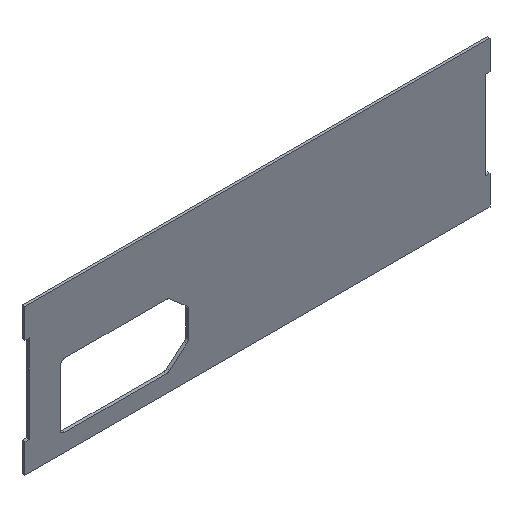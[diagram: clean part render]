
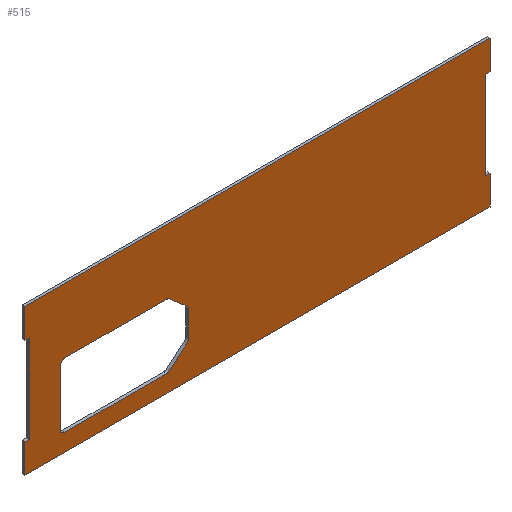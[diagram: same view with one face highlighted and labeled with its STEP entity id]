
A CAD part, isometric view. The second image highlights one B-rep face of the part: STEP entity #515.
In plain terms, the highlighted planar face has unit normal (0, -1, 0).
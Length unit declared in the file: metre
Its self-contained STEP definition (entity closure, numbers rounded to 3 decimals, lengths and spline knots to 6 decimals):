
#12=CIRCLE('',#531,0.0008);
#14=CIRCLE('',#535,0.0008);
#16=CIRCLE('',#539,0.0008);
#18=CIRCLE('',#543,0.0008);
#20=CIRCLE('',#547,0.0008);
#22=CIRCLE('',#563,0.0008);
#150=ORIENTED_EDGE('',*,*,#208,.F.);
#151=ORIENTED_EDGE('',*,*,#242,.F.);
#152=ORIENTED_EDGE('',*,*,#239,.T.);
#153=ORIENTED_EDGE('',*,*,#236,.F.);
#154=ORIENTED_EDGE('',*,*,#233,.F.);
#155=ORIENTED_EDGE('',*,*,#230,.F.);
#156=ORIENTED_EDGE('',*,*,#227,.T.);
#157=ORIENTED_EDGE('',*,*,#224,.T.);
#158=ORIENTED_EDGE('',*,*,#221,.T.);
#159=ORIENTED_EDGE('',*,*,#218,.T.);
#160=ORIENTED_EDGE('',*,*,#215,.F.);
#161=ORIENTED_EDGE('',*,*,#212,.T.);
#162=ORIENTED_EDGE('',*,*,#174,.F.);
#163=ORIENTED_EDGE('',*,*,#244,.T.);
#164=ORIENTED_EDGE('',*,*,#205,.F.);
#165=ORIENTED_EDGE('',*,*,#202,.T.);
#166=ORIENTED_EDGE('',*,*,#199,.F.);
#167=ORIENTED_EDGE('',*,*,#196,.T.);
#168=ORIENTED_EDGE('',*,*,#193,.F.);
#169=ORIENTED_EDGE('',*,*,#190,.T.);
#170=ORIENTED_EDGE('',*,*,#187,.F.);
#171=ORIENTED_EDGE('',*,*,#184,.T.);
#172=ORIENTED_EDGE('',*,*,#181,.F.);
#173=ORIENTED_EDGE('',*,*,#178,.T.);
#174=EDGE_CURVE('',#246,#247,#294,.T.);
#178=EDGE_CURVE('',#250,#247,#12,.T.);
#181=EDGE_CURVE('',#250,#252,#299,.T.);
#184=EDGE_CURVE('',#254,#252,#14,.T.);
#187=EDGE_CURVE('',#254,#256,#303,.T.);
#190=EDGE_CURVE('',#258,#256,#16,.T.);
#193=EDGE_CURVE('',#258,#260,#307,.T.);
#196=EDGE_CURVE('',#262,#260,#18,.T.);
#199=EDGE_CURVE('',#262,#264,#311,.T.);
#202=EDGE_CURVE('',#266,#264,#20,.T.);
#205=EDGE_CURVE('',#266,#268,#315,.T.);
#208=EDGE_CURVE('',#270,#271,#318,.T.);
#212=EDGE_CURVE('',#274,#271,#322,.T.);
#215=EDGE_CURVE('',#274,#276,#325,.T.);
#218=EDGE_CURVE('',#278,#276,#328,.T.);
#221=EDGE_CURVE('',#280,#278,#331,.T.);
#224=EDGE_CURVE('',#282,#280,#334,.T.);
#227=EDGE_CURVE('',#284,#282,#337,.T.);
#230=EDGE_CURVE('',#284,#286,#340,.T.);
#233=EDGE_CURVE('',#286,#288,#343,.T.);
#236=EDGE_CURVE('',#288,#290,#346,.T.);
#239=EDGE_CURVE('',#292,#290,#349,.T.);
#242=EDGE_CURVE('',#292,#270,#352,.T.);
#244=EDGE_CURVE('',#246,#268,#22,.T.);
#246=VERTEX_POINT('',#708);
#247=VERTEX_POINT('',#709);
#250=VERTEX_POINT('',#717);
#252=VERTEX_POINT('',#723);
#254=VERTEX_POINT('',#729);
#256=VERTEX_POINT('',#735);
#258=VERTEX_POINT('',#741);
#260=VERTEX_POINT('',#747);
#262=VERTEX_POINT('',#753);
#264=VERTEX_POINT('',#759);
#266=VERTEX_POINT('',#765);
#268=VERTEX_POINT('',#771);
#270=VERTEX_POINT('',#777);
#271=VERTEX_POINT('',#778);
#274=VERTEX_POINT('',#786);
#276=VERTEX_POINT('',#792);
#278=VERTEX_POINT('',#798);
#280=VERTEX_POINT('',#804);
#282=VERTEX_POINT('',#810);
#284=VERTEX_POINT('',#816);
#286=VERTEX_POINT('',#822);
#288=VERTEX_POINT('',#828);
#290=VERTEX_POINT('',#834);
#292=VERTEX_POINT('',#840);
#294=LINE('',#707,#354);
#299=LINE('',#722,#359);
#303=LINE('',#734,#363);
#307=LINE('',#746,#367);
#311=LINE('',#758,#371);
#315=LINE('',#770,#375);
#318=LINE('',#776,#378);
#322=LINE('',#785,#382);
#325=LINE('',#791,#385);
#328=LINE('',#797,#388);
#331=LINE('',#803,#391);
#334=LINE('',#809,#394);
#337=LINE('',#815,#397);
#340=LINE('',#821,#400);
#343=LINE('',#827,#403);
#346=LINE('',#833,#406);
#349=LINE('',#839,#409);
#352=LINE('',#845,#412);
#354=VECTOR('',#571,1.);
#359=VECTOR('',#584,1.);
#363=VECTOR('',#596,1.);
#367=VECTOR('',#608,1.);
#371=VECTOR('',#620,1.);
#375=VECTOR('',#632,1.);
#378=VECTOR('',#637,1.);
#382=VECTOR('',#643,1.);
#385=VECTOR('',#648,1.);
#388=VECTOR('',#653,1.);
#391=VECTOR('',#658,1.);
#394=VECTOR('',#663,1.);
#397=VECTOR('',#668,1.);
#400=VECTOR('',#673,1.);
#403=VECTOR('',#678,1.);
#406=VECTOR('',#683,1.);
#409=VECTOR('',#688,1.);
#412=VECTOR('',#693,1.);
#440=EDGE_LOOP('',(#150,#151,#152,#153,#154,#155,#156,#157,#158,#159,#160,
#161));
#441=EDGE_LOOP('',(#162,#163,#164,#165,#166,#167,#168,#169,#170,#171,#172,
#173));
#468=FACE_BOUND('',#440,.T.);
#469=FACE_BOUND('',#441,.T.);
#489=PLANE('',#566);
#515=ADVANCED_FACE('',(#468,#469),#489,.T.);
#531=AXIS2_PLACEMENT_3D('',#716,#577,#578);
#535=AXIS2_PLACEMENT_3D('',#728,#589,#590);
#539=AXIS2_PLACEMENT_3D('',#740,#601,#602);
#543=AXIS2_PLACEMENT_3D('',#752,#613,#614);
#547=AXIS2_PLACEMENT_3D('',#764,#625,#626);
#563=AXIS2_PLACEMENT_3D('',#848,#697,#698);
#566=AXIS2_PLACEMENT_3D('',#851,#703,#704);
#571=DIRECTION('',(0.,0.,1.));
#577=DIRECTION('',(0.,1.,0.));
#578=DIRECTION('',(0.,0.,1.));
#584=DIRECTION('',(-0.758,0.,0.652));
#589=DIRECTION('',(0.,1.,0.));
#590=DIRECTION('',(0.,0.,1.));
#596=DIRECTION('',(-1.,0.,0.));
#601=DIRECTION('',(0.,1.,0.));
#602=DIRECTION('',(0.,0.,1.));
#608=DIRECTION('',(0.,0.,-1.));
#613=DIRECTION('',(0.,1.,0.));
#614=DIRECTION('',(0.,0.,1.));
#620=DIRECTION('',(1.,0.,0.));
#625=DIRECTION('',(0.,1.,0.));
#626=DIRECTION('',(0.,0.,1.));
#632=DIRECTION('',(0.758,0.,0.652));
#637=DIRECTION('',(-1.,0.,0.));
#643=DIRECTION('',(0.,0.,-1.));
#648=DIRECTION('',(1.,0.,0.));
#653=DIRECTION('',(0.,0.,-1.));
#658=DIRECTION('',(1.,0.,0.));
#663=DIRECTION('',(0.,0.,-1.));
#668=DIRECTION('',(-1.,0.,0.));
#673=DIRECTION('',(0.,0.,-1.));
#678=DIRECTION('',(-1.,0.,0.));
#683=DIRECTION('',(0.,0.,-1.));
#688=DIRECTION('',(-1.,0.,0.));
#693=DIRECTION('',(0.,0.,-1.));
#697=DIRECTION('',(0.,1.,0.));
#698=DIRECTION('',(0.,0.,1.));
#703=DIRECTION('',(0.,-1.,0.));
#704=DIRECTION('',(0.,0.,-1.));
#707=CARTESIAN_POINT('',(-0.01175,0.070334,-0.015509));
#708=CARTESIAN_POINT('',(-0.01175,0.070334,-0.017621));
#709=CARTESIAN_POINT('',(-0.01175,0.070334,-0.013397));
#716=CARTESIAN_POINT('',(-0.01255,0.070334,-0.013397));
#717=CARTESIAN_POINT('',(-0.012029,0.070334,-0.01279));
#722=CARTESIAN_POINT('',(-0.013534,0.070334,-0.011496));
#723=CARTESIAN_POINT('',(-0.01504,0.070334,-0.010202));
#728=CARTESIAN_POINT('',(-0.015561,0.070334,-0.010809));
#729=CARTESIAN_POINT('',(-0.015561,0.070334,-0.010009));
#734=CARTESIAN_POINT('',(-0.024256,0.070334,-0.010009));
#735=CARTESIAN_POINT('',(-0.03295,0.070334,-0.010009));
#740=CARTESIAN_POINT('',(-0.03295,0.070334,-0.010809));
#741=CARTESIAN_POINT('',(-0.03375,0.070334,-0.010809));
#746=CARTESIAN_POINT('',(-0.03375,0.070334,-0.015509));
#747=CARTESIAN_POINT('',(-0.03375,0.070334,-0.020209));
#752=CARTESIAN_POINT('',(-0.03295,0.070334,-0.020209));
#753=CARTESIAN_POINT('',(-0.03295,0.070334,-0.021009));
#758=CARTESIAN_POINT('',(-0.024256,0.070334,-0.021009));
#759=CARTESIAN_POINT('',(-0.015561,0.070334,-0.021009));
#764=CARTESIAN_POINT('',(-0.015561,0.070334,-0.020209));
#765=CARTESIAN_POINT('',(-0.01504,0.070334,-0.020815));
#770=CARTESIAN_POINT('',(-0.013534,0.070334,-0.019522));
#771=CARTESIAN_POINT('',(-0.012029,0.070334,-0.018228));
#776=CARTESIAN_POINT('',(0.03815,0.070334,-0.024));
#777=CARTESIAN_POINT('',(0.03975,0.070334,-0.024));
#778=CARTESIAN_POINT('',(-0.03975,0.070334,-0.024));
#785=CARTESIAN_POINT('',(-0.03975,0.070334,-0.0215));
#786=CARTESIAN_POINT('',(-0.03975,0.070334,-0.019));
#791=CARTESIAN_POINT('',(-0.039375,0.070334,-0.019));
#792=CARTESIAN_POINT('',(-0.039,0.070334,-0.019));
#797=CARTESIAN_POINT('',(-0.039,0.070334,0.001));
#798=CARTESIAN_POINT('',(-0.039,0.070334,-0.004));
#803=CARTESIAN_POINT('',(-0.039375,0.070334,-0.004));
#804=CARTESIAN_POINT('',(-0.03975,0.070334,-0.004));
#809=CARTESIAN_POINT('',(-0.03975,0.070334,-0.0015));
#810=CARTESIAN_POINT('',(-0.03975,0.070334,0.001));
#815=CARTESIAN_POINT('',(0.03815,0.070334,0.001));
#816=CARTESIAN_POINT('',(0.03975,0.070334,0.001));
#821=CARTESIAN_POINT('',(0.03975,0.070334,-0.0015));
#822=CARTESIAN_POINT('',(0.03975,0.070334,-0.004));
#827=CARTESIAN_POINT('',(0.039375,0.070334,-0.004));
#828=CARTESIAN_POINT('',(0.039,0.070334,-0.004));
#833=CARTESIAN_POINT('',(0.039,0.070334,0.001));
#834=CARTESIAN_POINT('',(0.039,0.070334,-0.019));
#839=CARTESIAN_POINT('',(0.039375,0.070334,-0.019));
#840=CARTESIAN_POINT('',(0.03975,0.070334,-0.019));
#845=CARTESIAN_POINT('',(0.03975,0.070334,-0.0215));
#848=CARTESIAN_POINT('',(-0.01255,0.070334,-0.017621));
#851=CARTESIAN_POINT('',(0.03815,0.070334,0.001));
